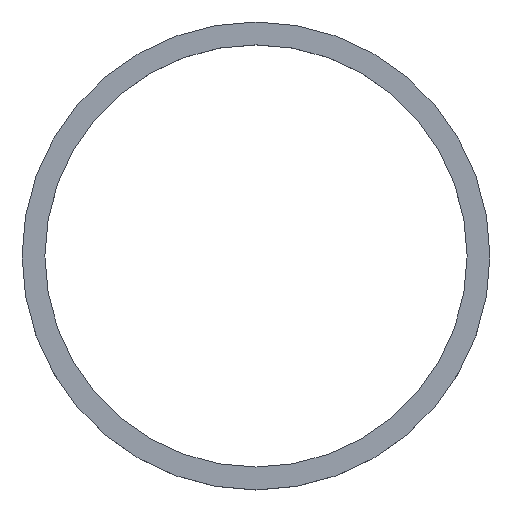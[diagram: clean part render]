
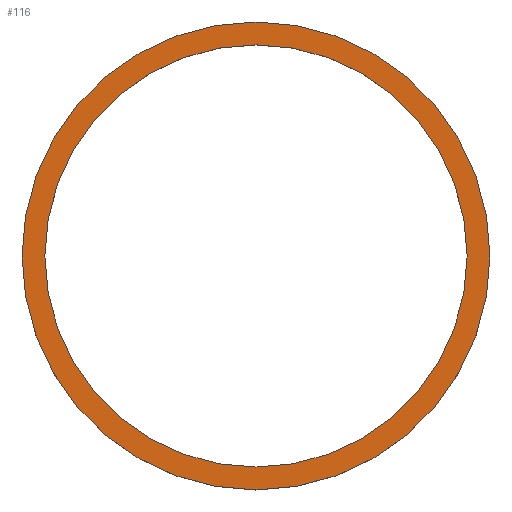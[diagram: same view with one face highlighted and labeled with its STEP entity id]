
A CAD part, top view. The second image highlights one B-rep face of the part: STEP entity #116.
In plain terms, the highlighted planar face has unit normal (0, 0, 1).
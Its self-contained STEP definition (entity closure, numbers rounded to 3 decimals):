
#31 = SURFACE_OF_REVOLUTION('',#32,#40);
#32 = B_SPLINE_CURVE_WITH_KNOTS('',3,(#33,#34,#35,#36,#37,#38,#39),
  .UNSPECIFIED.,.F.,.F.,(4,1,1,1,4),(0.,0.013,0.025,0.038,0.05
    ),.QUASI_UNIFORM_KNOTS.);
#33 = CARTESIAN_POINT('',(0.259,0.,-0.02));
#34 = CARTESIAN_POINT('',(0.259,0.,-0.016));
#35 = CARTESIAN_POINT('',(0.259,0.,-0.008));
#36 = CARTESIAN_POINT('',(0.259,0.,0.005));
#37 = CARTESIAN_POINT('',(0.259,0.,0.018));
#38 = CARTESIAN_POINT('',(0.259,-0.,0.026));
#39 = CARTESIAN_POINT('',(0.259,0.,0.03));
#40 = AXIS1_PLACEMENT('',#41,#42);
#41 = CARTESIAN_POINT('',(0.,0.,0.));
#42 = DIRECTION('',(0.,0.,1.));
#63 = VERTEX_POINT('',#64);
#64 = CARTESIAN_POINT('',(0.259,0.,0.03));
#89 = EDGE_CURVE('',#63,#63,#90,.T.);
#90 = SURFACE_CURVE('',#91,(#96,#103),.PCURVE_S1.);
#91 = CIRCLE('',#92,0.259);
#92 = AXIS2_PLACEMENT_3D('',#93,#94,#95);
#93 = CARTESIAN_POINT('',(0.,0.,0.03));
#94 = DIRECTION('',(0.,0.,1.));
#95 = DIRECTION('',(1.,0.,-0.));
#96 = PCURVE('',#31,#97);
#97 = DEFINITIONAL_REPRESENTATION('',(#98),#102);
#98 = LINE('',#99,#100);
#99 = CARTESIAN_POINT('',(0.,0.05));
#100 = VECTOR('',#101,1.);
#101 = DIRECTION('',(1.,0.));
#102 = ( GEOMETRIC_REPRESENTATION_CONTEXT(2) 
PARAMETRIC_REPRESENTATION_CONTEXT() REPRESENTATION_CONTEXT('2D SPACE',''
  ) );
#103 = PCURVE('',#104,#109);
#104 = PLANE('',#105);
#105 = AXIS2_PLACEMENT_3D('',#106,#107,#108);
#106 = CARTESIAN_POINT('',(0.,0.,0.03));
#107 = DIRECTION('',(0.,0.,1.));
#108 = DIRECTION('',(1.,0.,-0.));
#109 = DEFINITIONAL_REPRESENTATION('',(#110),#114);
#110 = CIRCLE('',#111,0.259);
#111 = AXIS2_PLACEMENT_2D('',#112,#113);
#112 = CARTESIAN_POINT('',(0.,0.));
#113 = DIRECTION('',(1.,-0.));
#114 = ( GEOMETRIC_REPRESENTATION_CONTEXT(2) 
PARAMETRIC_REPRESENTATION_CONTEXT() REPRESENTATION_CONTEXT('2D SPACE',''
  ) );
#116 = ADVANCED_FACE('',(#117,#120),#104,.T.);
#117 = FACE_BOUND('',#118,.F.);
#118 = EDGE_LOOP('',(#119));
#119 = ORIENTED_EDGE('',*,*,#89,.T.);
#120 = FACE_BOUND('',#121,.F.);
#121 = EDGE_LOOP('',(#122));
#122 = ORIENTED_EDGE('',*,*,#123,.F.);
#123 = EDGE_CURVE('',#124,#124,#126,.T.);
#124 = VERTEX_POINT('',#125);
#125 = CARTESIAN_POINT('',(0.287,0.,0.03));
#126 = SURFACE_CURVE('',#127,(#132,#139),.PCURVE_S1.);
#127 = CIRCLE('',#128,0.287);
#128 = AXIS2_PLACEMENT_3D('',#129,#130,#131);
#129 = CARTESIAN_POINT('',(0.,0.,0.03));
#130 = DIRECTION('',(0.,0.,1.));
#131 = DIRECTION('',(1.,0.,-0.));
#132 = PCURVE('',#104,#133);
#133 = DEFINITIONAL_REPRESENTATION('',(#134),#138);
#134 = CIRCLE('',#135,0.287);
#135 = AXIS2_PLACEMENT_2D('',#136,#137);
#136 = CARTESIAN_POINT('',(0.,0.));
#137 = DIRECTION('',(1.,-0.));
#138 = ( GEOMETRIC_REPRESENTATION_CONTEXT(2) 
PARAMETRIC_REPRESENTATION_CONTEXT() REPRESENTATION_CONTEXT('2D SPACE',''
  ) );
#139 = PCURVE('',#140,#152);
#140 = SURFACE_OF_REVOLUTION('',#141,#149);
#141 = B_SPLINE_CURVE_WITH_KNOTS('',3,(#142,#143,#144,#145,#146,#147,
    #148),.UNSPECIFIED.,.F.,.F.,(4,1,1,1,4),(0.,0.013,0.025,
    0.038,0.05),.UNSPECIFIED.);
#142 = CARTESIAN_POINT('',(0.287,0.,0.03));
#143 = CARTESIAN_POINT('',(0.287,0.,0.026));
#144 = CARTESIAN_POINT('',(0.287,0.,0.018));
#145 = CARTESIAN_POINT('',(0.287,0.,0.005));
#146 = CARTESIAN_POINT('',(0.287,0.,-0.008));
#147 = CARTESIAN_POINT('',(0.287,-0.,-0.016));
#148 = CARTESIAN_POINT('',(0.287,0.,-0.02));
#149 = AXIS1_PLACEMENT('',#150,#151);
#150 = CARTESIAN_POINT('',(0.,0.,0.));
#151 = DIRECTION('',(0.,0.,1.));
#152 = DEFINITIONAL_REPRESENTATION('',(#153),#157);
#153 = LINE('',#154,#155);
#154 = CARTESIAN_POINT('',(0.,0.));
#155 = VECTOR('',#156,1.);
#156 = DIRECTION('',(1.,0.));
#157 = ( GEOMETRIC_REPRESENTATION_CONTEXT(2) 
PARAMETRIC_REPRESENTATION_CONTEXT() REPRESENTATION_CONTEXT('2D SPACE',''
  ) );
